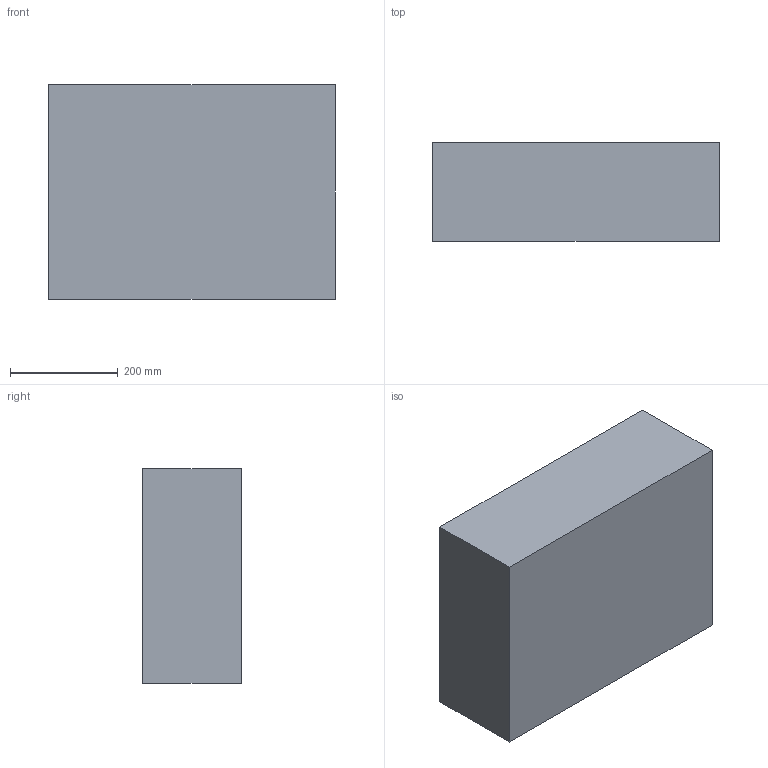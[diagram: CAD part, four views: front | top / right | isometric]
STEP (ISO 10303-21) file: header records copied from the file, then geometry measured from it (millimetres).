
FILE_DESCRIPTION (( 'STEP AP203' ), '1' );
FILE_NAME ('膻緱鴇 鋋緪懤艜.STEP', '2021-12-27T06:40:50', ( '' ), ( '' ), 'SwSTEP 2.0', 'SolidWorks 2021', '' );
FILE_SCHEMA (( 'CONFIG_CONTROL_DESIGN' ));
Length unit declared in the file: millimetre
Products named in the file (1): 膻緱鴇 鋋緪懤艜
Bounding box: 533 x 183 x 398 mm (x, y, z)
Volume: 27717278.6 mm3; surface area: 1123517.1 mm2
Topology: 1 solids, 1 shells, 154 faces, 414 edges, 276 vertices
Faces by surface type: cylinder 86, plane 68
Entity records: 5015 total; most frequent: DIRECTION 944, CARTESIAN_POINT 845, ORIENTED_EDGE 828, EDGE_CURVE 414, AXIS2_PLACEMENT_3D 375, VERTEX_POINT 276, CIRCLE 220, VECTOR 194
